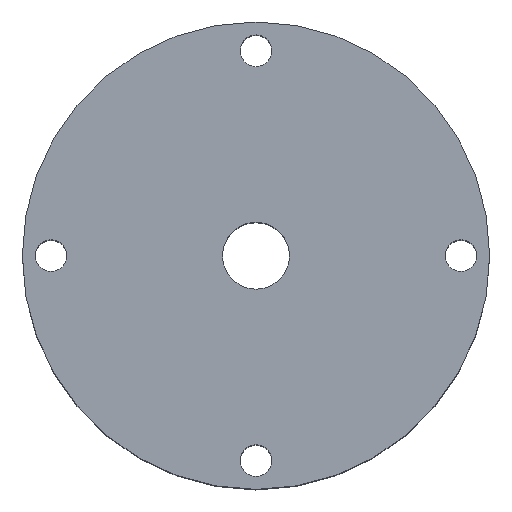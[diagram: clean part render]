
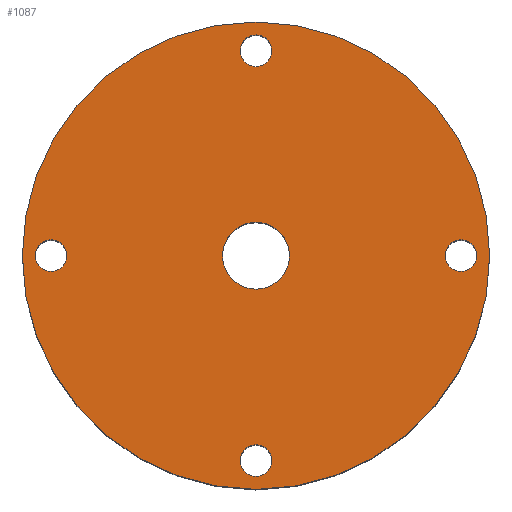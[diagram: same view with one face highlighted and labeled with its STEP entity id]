
A CAD part, top view. The second image highlights one B-rep face of the part: STEP entity #1087.
In plain terms, the highlighted planar face has unit normal (0, 0, 1).
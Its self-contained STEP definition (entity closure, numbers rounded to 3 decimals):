
#9 = EDGE_CURVE ( 'NONE', #581, #152, #119, .T. ) ;
#16 = CARTESIAN_POINT ( 'NONE',  ( 64.197, -33.755, 5. ) ) ;
#57 = DIRECTION ( 'NONE',  ( 0., 0., 1. ) ) ;
#64 = EDGE_CURVE ( 'NONE', #719, #562, #1201, .T. ) ;
#80 = DIRECTION ( 'NONE',  ( 1., 0., 0. ) ) ;
#82 = ORIENTED_EDGE ( 'NONE', *, *, #1753, .F. ) ;
#114 = CARTESIAN_POINT ( 'NONE',  ( 0., 0., 5. ) ) ;
#119 = CIRCLE ( 'NONE', #574, 32.5 ) ;
#122 = EDGE_LOOP ( 'NONE', ( #953, #1618 ) ) ;
#123 = FACE_BOUND ( 'NONE', #372, .T. ) ;
#139 = PLANE ( 'NONE',  #217 ) ;
#143 = DIRECTION ( 'NONE',  ( 1., 0., 0. ) ) ;
#150 = CARTESIAN_POINT ( 'NONE',  ( 35.697, -62.255, 5. ) ) ;
#152 = VERTEX_POINT ( 'NONE', #1553 ) ;
#193 = VERTEX_POINT ( 'NONE', #16 ) ;
#199 = CARTESIAN_POINT ( 'NONE',  ( 33.497, -5.255, 5. ) ) ;
#200 = AXIS2_PLACEMENT_3D ( 'NONE', #440, #685, #143 ) ;
#203 = EDGE_LOOP ( 'NONE', ( #1455, #379 ) ) ;
#217 = AXIS2_PLACEMENT_3D ( 'NONE', #114, #786, #1055 ) ;
#241 = CARTESIAN_POINT ( 'NONE',  ( 7.197, -33.755, 5. ) ) ;
#243 = CIRCLE ( 'NONE', #531, 2.2 ) ;
#264 = DIRECTION ( 'NONE',  ( 1., 0., 0. ) ) ;
#267 = FACE_BOUND ( 'NONE', #1468, .T. ) ;
#275 = DIRECTION ( 'NONE',  ( 1., 0., 0. ) ) ;
#303 = CIRCLE ( 'NONE', #904, 2.2 ) ;
#307 = VERTEX_POINT ( 'NONE', #877 ) ;
#329 = CIRCLE ( 'NONE', #559, 4.65 ) ;
#341 = EDGE_CURVE ( 'NONE', #562, #719, #977, .T. ) ;
#366 = VERTEX_POINT ( 'NONE', #1181 ) ;
#372 = EDGE_LOOP ( 'NONE', ( #925, #1348 ) ) ;
#375 = AXIS2_PLACEMENT_3D ( 'NONE', #889, #611, #1700 ) ;
#379 = ORIENTED_EDGE ( 'NONE', *, *, #1725, .F. ) ;
#404 = AXIS2_PLACEMENT_3D ( 'NONE', #1620, #955, #1630 ) ;
#412 = VERTEX_POINT ( 'NONE', #1733 ) ;
#422 = CARTESIAN_POINT ( 'NONE',  ( 65.997, -33.755, 5. ) ) ;
#440 = CARTESIAN_POINT ( 'NONE',  ( 33.497, -33.755, 5. ) ) ;
#447 = DIRECTION ( 'NONE',  ( 1., 0., 0. ) ) ;
#465 = EDGE_LOOP ( 'NONE', ( #1551, #1352 ) ) ;
#513 = CARTESIAN_POINT ( 'NONE',  ( 59.797, -33.755, 5. ) ) ;
#521 = ORIENTED_EDGE ( 'NONE', *, *, #9, .T. ) ;
#522 = DIRECTION ( 'NONE',  ( 1., 0., 0. ) ) ;
#531 = AXIS2_PLACEMENT_3D ( 'NONE', #688, #821, #264 ) ;
#543 = CIRCLE ( 'NONE', #569, 2.2 ) ;
#558 = CARTESIAN_POINT ( 'NONE',  ( 33.497, -33.755, 5. ) ) ;
#559 = AXIS2_PLACEMENT_3D ( 'NONE', #1303, #631, #80 ) ;
#562 = VERTEX_POINT ( 'NONE', #150 ) ;
#567 = EDGE_CURVE ( 'NONE', #152, #581, #750, .T. ) ;
#569 = AXIS2_PLACEMENT_3D ( 'NONE', #895, #57, #1034 ) ;
#574 = AXIS2_PLACEMENT_3D ( 'NONE', #558, #1773, #1520 ) ;
#581 = VERTEX_POINT ( 'NONE', #422 ) ;
#586 = CIRCLE ( 'NONE', #730, 2.2 ) ;
#590 = DIRECTION ( 'NONE',  ( 1., 0., 0. ) ) ;
#611 = DIRECTION ( 'NONE',  ( 0., 0., 1. ) ) ;
#631 = DIRECTION ( 'NONE',  ( 0., 0., 1. ) ) ;
#650 = AXIS2_PLACEMENT_3D ( 'NONE', #1626, #1488, #522 ) ;
#653 = DIRECTION ( 'NONE',  ( 0., 0., 1. ) ) ;
#685 = DIRECTION ( 'NONE',  ( 0., 0., 1. ) ) ;
#688 = CARTESIAN_POINT ( 'NONE',  ( 61.997, -33.755, 5. ) ) ;
#719 = VERTEX_POINT ( 'NONE', #751 ) ;
#730 = AXIS2_PLACEMENT_3D ( 'NONE', #1472, #653, #1759 ) ;
#735 = CIRCLE ( 'NONE', #1624, 4.65 ) ;
#750 = CIRCLE ( 'NONE', #200, 32.5 ) ;
#751 = CARTESIAN_POINT ( 'NONE',  ( 31.297, -62.255, 5. ) ) ;
#755 = EDGE_CURVE ( 'NONE', #366, #1272, #303, .T. ) ;
#786 = DIRECTION ( 'NONE',  ( 0., 0., 1. ) ) ;
#796 = DIRECTION ( 'NONE',  ( 0., 0., 1. ) ) ;
#821 = DIRECTION ( 'NONE',  ( 0., 0., 1. ) ) ;
#877 = CARTESIAN_POINT ( 'NONE',  ( 38.147, -33.755, 5. ) ) ;
#878 = VERTEX_POINT ( 'NONE', #1738 ) ;
#889 = CARTESIAN_POINT ( 'NONE',  ( 33.497, -62.255, 5. ) ) ;
#895 = CARTESIAN_POINT ( 'NONE',  ( 33.497, -5.255, 5. ) ) ;
#904 = AXIS2_PLACEMENT_3D ( 'NONE', #199, #1153, #447 ) ;
#925 = ORIENTED_EDGE ( 'NONE', *, *, #1444, .F. ) ;
#953 = ORIENTED_EDGE ( 'NONE', *, *, #1391, .F. ) ;
#955 = DIRECTION ( 'NONE',  ( 0., 0., 1. ) ) ;
#970 = AXIS2_PLACEMENT_3D ( 'NONE', #1685, #1565, #590 ) ;
#977 = CIRCLE ( 'NONE', #375, 2.2 ) ;
#986 = VERTEX_POINT ( 'NONE', #513 ) ;
#1027 = CARTESIAN_POINT ( 'NONE',  ( 35.697, -5.255, 5. ) ) ;
#1034 = DIRECTION ( 'NONE',  ( 1., 0., 0. ) ) ;
#1048 = EDGE_CURVE ( 'NONE', #307, #412, #735, .T. ) ;
#1055 = DIRECTION ( 'NONE',  ( 1., 0., 0. ) ) ;
#1069 = EDGE_CURVE ( 'NONE', #878, #1477, #586, .T. ) ;
#1087 = ADVANCED_FACE ( 'NONE', ( #267, #1364, #1780, #1189, #123, #1510 ), #139, .T. ) ;
#1090 = CARTESIAN_POINT ( 'NONE',  ( 33.497, -33.755, 5. ) ) ;
#1128 = ORIENTED_EDGE ( 'NONE', *, *, #567, .T. ) ;
#1153 = DIRECTION ( 'NONE',  ( 0., 0., 1. ) ) ;
#1181 = CARTESIAN_POINT ( 'NONE',  ( 31.297, -5.255, 5. ) ) ;
#1189 = FACE_BOUND ( 'NONE', #122, .T. ) ;
#1195 = ORIENTED_EDGE ( 'NONE', *, *, #755, .F. ) ;
#1201 = CIRCLE ( 'NONE', #404, 2.2 ) ;
#1272 = VERTEX_POINT ( 'NONE', #1027 ) ;
#1303 = CARTESIAN_POINT ( 'NONE',  ( 33.497, -33.755, 5. ) ) ;
#1340 = CIRCLE ( 'NONE', #970, 2.2 ) ;
#1348 = ORIENTED_EDGE ( 'NONE', *, *, #1503, .F. ) ;
#1352 = ORIENTED_EDGE ( 'NONE', *, *, #341, .F. ) ;
#1364 = FACE_BOUND ( 'NONE', #203, .T. ) ;
#1391 = EDGE_CURVE ( 'NONE', #412, #307, #329, .T. ) ;
#1413 = CIRCLE ( 'NONE', #650, 2.2 ) ;
#1444 = EDGE_CURVE ( 'NONE', #986, #193, #243, .T. ) ;
#1455 = ORIENTED_EDGE ( 'NONE', *, *, #1069, .F. ) ;
#1468 = EDGE_LOOP ( 'NONE', ( #1195, #82 ) ) ;
#1472 = CARTESIAN_POINT ( 'NONE',  ( 4.997, -33.755, 5. ) ) ;
#1477 = VERTEX_POINT ( 'NONE', #241 ) ;
#1488 = DIRECTION ( 'NONE',  ( 0., 0., 1. ) ) ;
#1503 = EDGE_CURVE ( 'NONE', #193, #986, #1413, .T. ) ;
#1510 = FACE_OUTER_BOUND ( 'NONE', #1721, .T. ) ;
#1520 = DIRECTION ( 'NONE',  ( 1., 0., 0. ) ) ;
#1551 = ORIENTED_EDGE ( 'NONE', *, *, #64, .F. ) ;
#1553 = CARTESIAN_POINT ( 'NONE',  ( 0.997, -33.755, 5. ) ) ;
#1565 = DIRECTION ( 'NONE',  ( 0., 0., 1. ) ) ;
#1618 = ORIENTED_EDGE ( 'NONE', *, *, #1048, .F. ) ;
#1620 = CARTESIAN_POINT ( 'NONE',  ( 33.497, -62.255, 5. ) ) ;
#1624 = AXIS2_PLACEMENT_3D ( 'NONE', #1090, #796, #275 ) ;
#1626 = CARTESIAN_POINT ( 'NONE',  ( 61.997, -33.755, 5. ) ) ;
#1630 = DIRECTION ( 'NONE',  ( 1., 0., 0. ) ) ;
#1685 = CARTESIAN_POINT ( 'NONE',  ( 4.997, -33.755, 5. ) ) ;
#1700 = DIRECTION ( 'NONE',  ( 1., 0., 0. ) ) ;
#1721 = EDGE_LOOP ( 'NONE', ( #1128, #521 ) ) ;
#1725 = EDGE_CURVE ( 'NONE', #1477, #878, #1340, .T. ) ;
#1733 = CARTESIAN_POINT ( 'NONE',  ( 28.847, -33.755, 5. ) ) ;
#1738 = CARTESIAN_POINT ( 'NONE',  ( 2.797, -33.755, 5. ) ) ;
#1753 = EDGE_CURVE ( 'NONE', #1272, #366, #543, .T. ) ;
#1759 = DIRECTION ( 'NONE',  ( 1., 0., 0. ) ) ;
#1773 = DIRECTION ( 'NONE',  ( 0., 0., 1. ) ) ;
#1780 = FACE_BOUND ( 'NONE', #465, .T. ) ;
